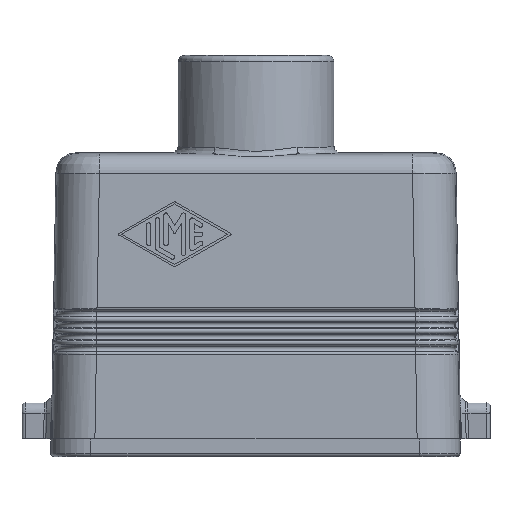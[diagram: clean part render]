
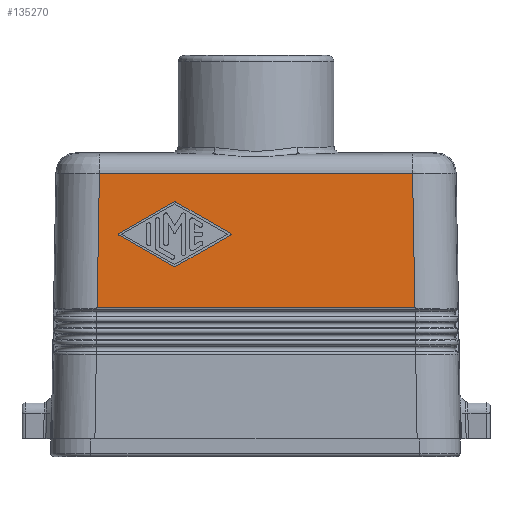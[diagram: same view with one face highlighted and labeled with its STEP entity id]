
A CAD part, front view. The second image highlights one B-rep face of the part: STEP entity #135270.
In plain terms, the highlighted face is planar.
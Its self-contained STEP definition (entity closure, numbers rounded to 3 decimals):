
#7310=CARTESIAN_POINT('',(12.247,20.4,0.));
#7320=DIRECTION('',(0.,0.,1.));
#7330=VECTOR('',#7320,1.);
#7340=LINE('',#7310,#7330);
#7350=CARTESIAN_POINT('',(12.247,20.4,
7.059));
#7360=VERTEX_POINT('',#7350);
#7370=CARTESIAN_POINT('',(12.247,20.4,
55.941));
#7380=VERTEX_POINT('',#7370);
#7390=EDGE_CURVE('',#7360,#7380,#7340,.T.);
#132080=CARTESIAN_POINT('',(11.964,4.149,
19.165));
#132090=VERTEX_POINT('',#132080);
#132250=CARTESIAN_POINT('',(11.964,4.149,
18.835));
#132260=VERTEX_POINT('',#132250);
#132290=CARTESIAN_POINT('',(11.969,4.438,19.));
#132300=DIRECTION('',(-1.,0.017,0.));
#132310=DIRECTION('',(0.017,1.,0.));
#132320=AXIS2_PLACEMENT_3D('',#132290,#132300,#132310);
#132330=ELLIPSE('',#132320,0.333,0.333);
#132340=EDGE_CURVE('',#132260,#132090,#132330,.T.);
#132640=CARTESIAN_POINT('',(12.048,8.955,
10.426));
#132650=VERTEX_POINT('',#132640);
#132680=CARTESIAN_POINT('',(12.152,14.915,0.));
#132690=DIRECTION('',(0.009,0.496,
-0.868));
#132700=VECTOR('',#132690,1.);
#132710=LINE('',#132680,#132700);
#132720=EDGE_CURVE('',#132260,#132650,#132710,.T.);
#134440=CARTESIAN_POINT('',(12.6,40.6,0.));
#134450=DIRECTION('',(-1.,0.017,0.));
#134460=DIRECTION('',(0.017,1.,0.));
#134470=AXIS2_PLACEMENT_3D('',#134440,#134450,#134460);
#134480=PLANE('',#134470);
#134490=CARTESIAN_POINT('',(12.328,25.006,0.));
#134500=DIRECTION('',(-0.009,-0.496,
0.868));
#134510=VECTOR('',#134500,1.);
#134520=LINE('',#134490,#134510);
#134530=CARTESIAN_POINT('',(12.137,14.051,
19.165));
#134540=VERTEX_POINT('',#134530);
#134550=CARTESIAN_POINT('',(12.053,9.245,
27.574));
#134560=VERTEX_POINT('',#134550);
#134570=EDGE_CURVE('',#134540,#134560,#134520,.T.);
#134580=ORIENTED_EDGE('',*,*,#134570,.F.);
#134590=CARTESIAN_POINT('',(12.05,9.1,27.491));
#134600=DIRECTION('',(-1.,0.017,0.));
#134610=DIRECTION('',(0.017,1.,0.));
#134620=AXIS2_PLACEMENT_3D('',#134590,#134600,#134610);
#134630=ELLIPSE('',#134620,0.167,0.166);
#134640=CARTESIAN_POINT('',(12.048,8.955,
27.574));
#134650=VERTEX_POINT('',#134640);
#134660=EDGE_CURVE('',#134650,#134560,#134630,.T.);
#134670=ORIENTED_EDGE('',*,*,#134660,.T.);
#134680=CARTESIAN_POINT('',(11.773,-6.806,0.));
#134690=DIRECTION('',(-0.009,-0.496,
-0.868));
#134700=VECTOR('',#134690,1.);
#134710=LINE('',#134680,#134700);
#134720=EDGE_CURVE('',#134650,#132090,#134710,.T.);
#134730=ORIENTED_EDGE('',*,*,#134720,.F.);
#134740=ORIENTED_EDGE('',*,*,#132340,.T.);
#134750=ORIENTED_EDGE('',*,*,#132720,.F.);
#134760=CARTESIAN_POINT('',(12.05,9.1,10.509));
#134770=DIRECTION('',(-1.,0.017,0.));
#134780=DIRECTION('',(0.017,1.,0.));
#134790=AXIS2_PLACEMENT_3D('',#134760,#134770,#134780);
#134800=ELLIPSE('',#134790,0.167,0.167);
#134810=CARTESIAN_POINT('',(12.053,9.245,
10.426));
#134820=VERTEX_POINT('',#134810);
#134830=EDGE_CURVE('',#134820,#132650,#134800,.T.);
#134840=ORIENTED_EDGE('',*,*,#134830,.T.);
#134850=CARTESIAN_POINT('',(11.949,3.285,0.));
#134860=DIRECTION('',(0.009,0.496,
0.868));
#134870=VECTOR('',#134860,1.);
#134880=LINE('',#134850,#134870);
#134890=CARTESIAN_POINT('',(12.137,14.051,
18.835));
#134900=VERTEX_POINT('',#134890);
#134910=EDGE_CURVE('',#134820,#134900,#134880,.T.);
#134920=ORIENTED_EDGE('',*,*,#134910,.F.);
#134930=CARTESIAN_POINT('',(12.132,13.762,19.));
#134940=DIRECTION('',(-1.,0.017,0.));
#134950=DIRECTION('',(0.017,1.,0.));
#134960=AXIS2_PLACEMENT_3D('',#134930,#134940,#134950);
#134970=ELLIPSE('',#134960,0.333,0.333);
#134980=EDGE_CURVE('',#134540,#134900,#134970,.T.);
#134990=ORIENTED_EDGE('',*,*,#134980,.T.);
#135000=EDGE_LOOP('',(#134990,#134920,#134840,#134750,#134740,#134730,
#134670,#134580));
#135010=FACE_BOUND('',#135000,.T.);
#135020=CARTESIAN_POINT('',(11.889,-0.113,
55.592));
#135030=DIRECTION('',(-0.017,-1.,
-0.017));
#135040=VECTOR('',#135030,1.);
#135050=LINE('',#135020,#135040);
#135060=CARTESIAN_POINT('',(11.887,-0.26,
55.589));
#135070=VERTEX_POINT('',#135060);
#135080=EDGE_CURVE('',#7380,#135070,#135050,.T.);
#135090=ORIENTED_EDGE('',*,*,#135080,.T.);
#135100=ORIENTED_EDGE('',*,*,#7390,.T.);
#135110=CARTESIAN_POINT('',(11.889,-0.113,
7.408));
#135120=DIRECTION('',(-0.017,-1.,
0.017));
#135130=VECTOR('',#135120,1.);
#135140=LINE('',#135110,#135130);
#135150=CARTESIAN_POINT('',(11.887,-0.26,
7.411));
#135160=VERTEX_POINT('',#135150);
#135170=EDGE_CURVE('',#7360,#135160,#135140,.T.);
#135180=ORIENTED_EDGE('',*,*,#135170,.F.);
#135190=CARTESIAN_POINT('',(11.887,-0.26,
7.411));
#135200=DIRECTION('',(0.,0.,-1.));
#135210=VECTOR('',#135200,1.);
#135220=LINE('',#135190,#135210);
#135230=EDGE_CURVE('',#135070,#135160,#135220,.T.);
#135240=ORIENTED_EDGE('',*,*,#135230,.T.);
#135250=EDGE_LOOP('',(#135240,#135180,#135100,#135090));
#135260=FACE_OUTER_BOUND('',#135250,.T.);
#135270=ADVANCED_FACE('',(#135010,#135260),#134480,.F.);
